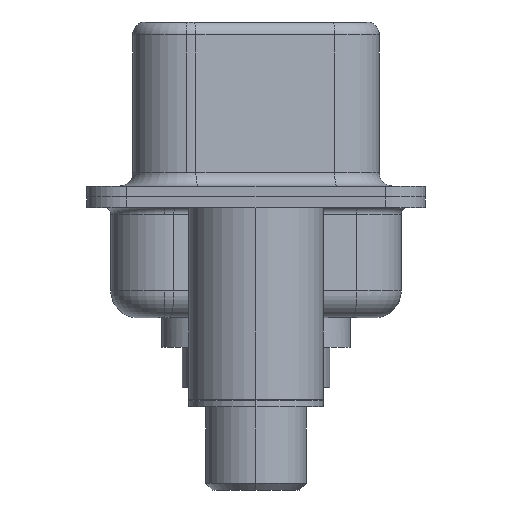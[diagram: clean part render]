
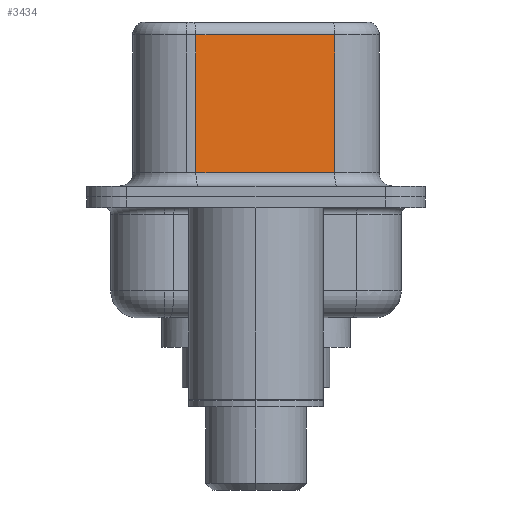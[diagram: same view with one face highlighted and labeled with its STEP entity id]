
A CAD part, left-side view. The second image highlights one B-rep face of the part: STEP entity #3434.
In plain terms, the highlighted planar face has unit normal (-0.985, -0.174, 0).
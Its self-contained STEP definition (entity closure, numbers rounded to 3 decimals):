
#42 = LINE ( 'NONE', #11192, #2826 ) ;
#239 = EDGE_CURVE ( 'NONE', #1524, #12676, #10809, .T. ) ;
#542 = DIRECTION ( 'NONE',  ( 0.985, 0.174, 0. ) ) ;
#571 = DIRECTION ( 'NONE',  ( -0.174, 0.985, 0. ) ) ;
#1062 = ORIENTED_EDGE ( 'NONE', *, *, #239, .T. ) ;
#1351 = VECTOR ( 'NONE', #3798, 1000. ) ;
#1524 = VERTEX_POINT ( 'NONE', #12504 ) ;
#2154 = VECTOR ( 'NONE', #11157, 1000. ) ;
#2826 = VECTOR ( 'NONE', #9109, 1000. ) ;
#2890 = CARTESIAN_POINT ( 'NONE',  ( 3.655, 2.233, 6.52 ) ) ;
#2908 = CARTESIAN_POINT ( 'NONE',  ( 3.655, 2.233, 6.02 ) ) ;
#3152 = AXIS2_PLACEMENT_3D ( 'NONE', #5222, #542, #571 ) ;
#3257 = FACE_OUTER_BOUND ( 'NONE', #5826, .T. ) ;
#3434 = ADVANCED_FACE ( 'NONE', ( #3257 ), #5309, .F. ) ;
#3755 = CARTESIAN_POINT ( 'NONE',  ( 4.565, -2.927, 0.9 ) ) ;
#3798 = DIRECTION ( 'NONE',  ( 0.174, -0.985, 0. ) ) ;
#4421 = VERTEX_POINT ( 'NONE', #12443 ) ;
#4808 = ORIENTED_EDGE ( 'NONE', *, *, #13055, .T. ) ;
#5222 = CARTESIAN_POINT ( 'NONE',  ( 4.565, -2.927, 6.52 ) ) ;
#5309 = PLANE ( 'NONE',  #3152 ) ;
#5826 = EDGE_LOOP ( 'NONE', ( #11614, #1062, #4808, #13185 ) ) ;
#7651 = EDGE_CURVE ( 'NONE', #4421, #10794, #9650, .T. ) ;
#7745 = EDGE_CURVE ( 'NONE', #1524, #10794, #42, .T. ) ;
#8069 = VECTOR ( 'NONE', #10995, 1000. ) ;
#8168 = CARTESIAN_POINT ( 'NONE',  ( 4.565, -2.927, 6.02 ) ) ;
#8622 = CARTESIAN_POINT ( 'NONE',  ( 4.565, -2.927, 0.9 ) ) ;
#9109 = DIRECTION ( 'NONE',  ( 0., 0., -1. ) ) ;
#9650 = LINE ( 'NONE', #3755, #1351 ) ;
#10794 = VERTEX_POINT ( 'NONE', #8622 ) ;
#10809 = LINE ( 'NONE', #8168, #8069 ) ;
#10995 = DIRECTION ( 'NONE',  ( -0.174, 0.985, 0. ) ) ;
#11157 = DIRECTION ( 'NONE',  ( 0., 0., -1. ) ) ;
#11192 = CARTESIAN_POINT ( 'NONE',  ( 4.565, -2.927, 6.52 ) ) ;
#11614 = ORIENTED_EDGE ( 'NONE', *, *, #7745, .F. ) ;
#12443 = CARTESIAN_POINT ( 'NONE',  ( 3.655, 2.233, 0.9 ) ) ;
#12504 = CARTESIAN_POINT ( 'NONE',  ( 4.565, -2.927, 6.02 ) ) ;
#12676 = VERTEX_POINT ( 'NONE', #2908 ) ;
#12877 = LINE ( 'NONE', #2890, #2154 ) ;
#13055 = EDGE_CURVE ( 'NONE', #12676, #4421, #12877, .T. ) ;
#13185 = ORIENTED_EDGE ( 'NONE', *, *, #7651, .T. ) ;
